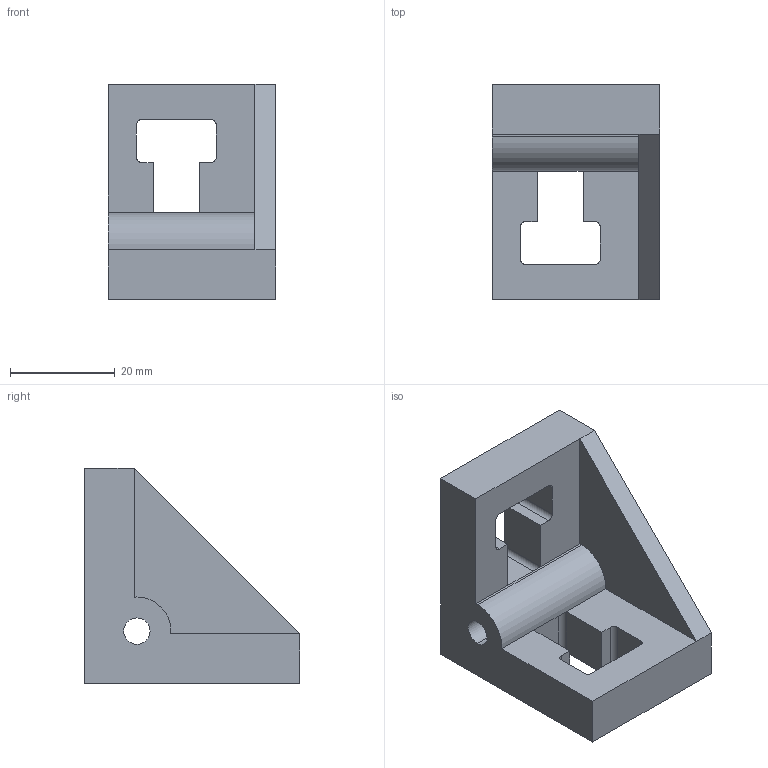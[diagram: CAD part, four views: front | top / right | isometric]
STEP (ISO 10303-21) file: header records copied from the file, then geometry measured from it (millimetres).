
FILE_DESCRIPTION(('STEP AP214'),'1');
FILE_NAME('cctmp_3179EB22-D5F8-4A0E-A33B-4FD90D8448E2_2020_1_14_8_52_27_337..stp','2020-01-14T07:52:29',('Bosch Rexroth AG'),('CADClick - www.CADClick.com'),'Spatial InterOp 3D',' ','unknown authorization - (Healing Option Enabled)');
FILE_SCHEMA(('AUTOMOTIVE_DESIGN'));
Length unit declared in the file: millimetre
Products named in the file (1): 2020_01_14__08-52-27-274
Bounding box: 32 x 41 x 41 mm (x, y, z)
Volume: 20418.3 mm3; surface area: 8343.5 mm2
Topology: 1 solids, 1 shells, 44 faces, 126 edges, 82 vertices
Faces by surface type: plane 28, cylinder 16
Entity records: 1826 total; most frequent: CARTESIAN_POINT 253, DIRECTION 252, ORIENTED_EDGE 252, EDGE_CURVE 126, LINE 90, VECTOR 90, VERTEX_POINT 82, AXIS2_PLACEMENT_3D 81
